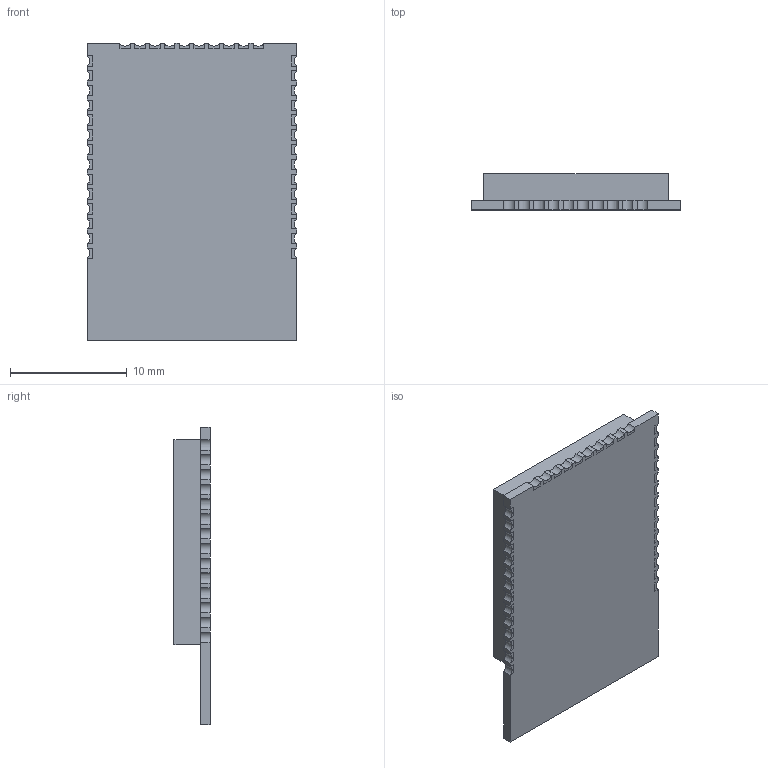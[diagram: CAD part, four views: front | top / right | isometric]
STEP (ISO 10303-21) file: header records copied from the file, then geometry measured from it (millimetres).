
FILE_DESCRIPTION(/* description */ (''),/* implementation_level */ '2;1');
FILE_NAME(/* name */ 'BA_EAGLE_ESP32_1 v1.step',/* time_stamp */ '2021-02-03T18:24:24+01:00',/* author */ (''),/* organization */ (''),/* preprocessor_version */ 'ST-DEVELOPER v18.1',/* originating_system */ 'Autodesk Translation Framework v9.7.1.1290',/* authorisation */ '');
FILE_SCHEMA (('AUTOMOTIVE_DESIGN { 1 0 10303 214 3 1 1 }'));
Length unit declared in the file: millimetre
Products named in the file (1): BA_EAGLE_ESP32_1
Bounding box: 18 x 3.1 x 25.5 mm (x, y, z)
Volume: 1002.3 mm3; surface area: 1800.3 mm2
Topology: 40 solids, 40 shells, 392 faces, 936 edges, 624 vertices
Faces by surface type: plane 354, cylinder 38
Entity records: 11192 total; most frequent: CARTESIAN_POINT 1953, ORIENTED_EDGE 1872, DIRECTION 1798, EDGE_CURVE 936, LINE 860, VECTOR 860, VERTEX_POINT 624, AXIS2_PLACEMENT_3D 469
